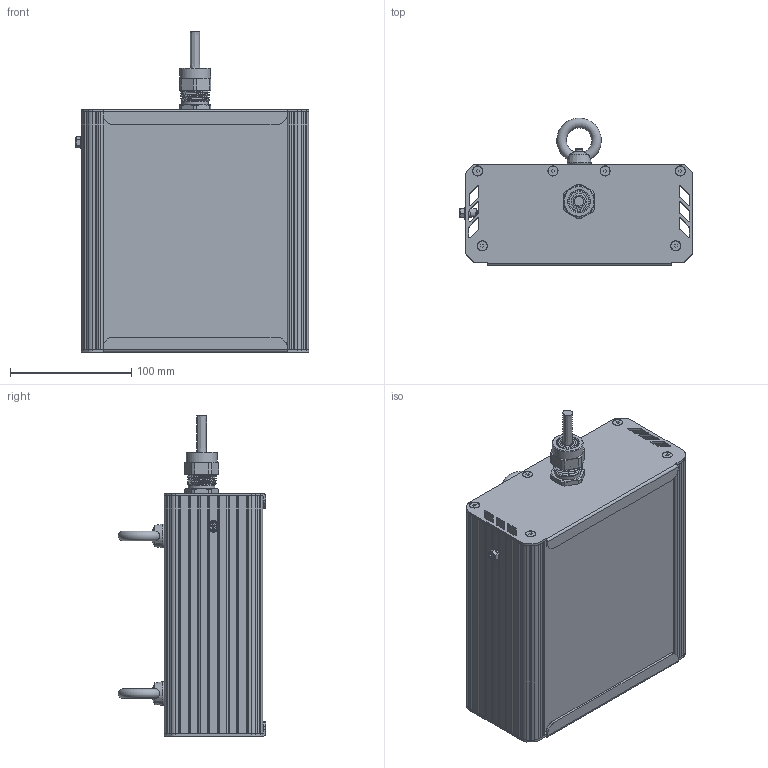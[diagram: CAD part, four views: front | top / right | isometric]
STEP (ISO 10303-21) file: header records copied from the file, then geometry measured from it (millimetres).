
FILE_DESCRIPTION(('STEP AP214'), '1');
FILE_NAME('001.0096.01.000 - ÃÑÏ-Ýêñòðà-Îïòèê-2Åõ-10', '', ('UNSPECIFIED'), ('UNSPECIFIED'), 'C3D Converter', 'C3D Toolkit', '');
FILE_SCHEMA(('AUTOMOTIVE_DESIGN { 1 0 10303 214 3 1 1}'));
Length unit declared in the file: millimetre
Products named in the file (29): 001.0096.01.000; 001.0065.02.000
Assembly tree (51 placements, depth 4):
  001.0096.01.000
    (unnamed)
      (unnamed)
      (unnamed)
      (unnamed)
      (unnamed)
      (unnamed)
      (unnamed)
      (unnamed)
      (unnamed)  x6
      (unnamed)  x6
      (unnamed)
      (unnamed)
      (unnamed)
        (unnamed)
        (unnamed)
        (unnamed)  x13
        (unnamed)
        (unnamed)
        (unnamed)
        (unnamed)
        (unnamed)
        (unnamed)
        (unnamed)
      (unnamed)
        (unnamed)
    001.0065.02.000  x2
      (unnamed)
      (unnamed)
Bounding box: 192.43 x 121.62 x 264 mm (x, y, z)
Volume: 656470.9 mm3; surface area: 503595.1 mm2
Topology: 60 solids, 60 shells, 1305 faces, 3378 edges, 2263 vertices
Faces by surface type: plane 841, cylinder 340, cone 91, bspline 27, torus 5, sphere 1
Full cylindrical faces by diameter (mm): 1 x1, 2 x2, 2.5 x4, 2.8 x25, 3.2 x1, 3.5 x6, 4 x13, 5 x2, 6 x3, 7 x2, 8 x12, 9 x13, 10 x1, 12.5 x1, 13 x1, 16 x1, 17 x1, 18 x1, 18.5 x1, 19 x1, 20 x1, 21.5 x1, 22 x2, 25.5 x1
Entity records: 81975 total; most frequent: CARTESIAN_POINT 43992, DIRECTION 6646, ORIENTED_EDGE 5678, EDGE_CURVE 2839, AXIS2_PLACEMENT_3D 2369, VERTEX_POINT 1971, LINE 1908, VECTOR 1908
